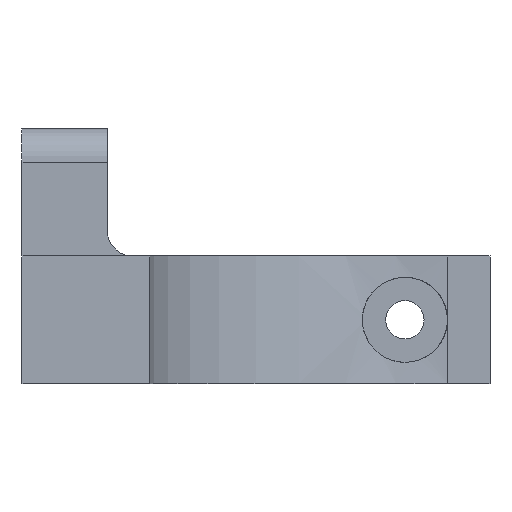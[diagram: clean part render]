
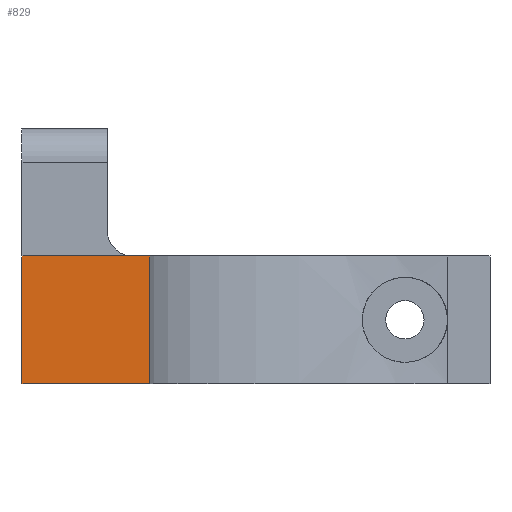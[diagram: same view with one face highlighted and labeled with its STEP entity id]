
A CAD part, left-side view. The second image highlights one B-rep face of the part: STEP entity #829.
In plain terms, the highlighted planar face has unit normal (-1, 0, 0).
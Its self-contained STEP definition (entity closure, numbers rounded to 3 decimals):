
#32 = PLANE('',#33);
#33 = AXIS2_PLACEMENT_3D('',#34,#35,#36);
#34 = CARTESIAN_POINT('',(-51.,15.,15.));
#35 = DIRECTION('',(-1.,0.,0.));
#36 = DIRECTION('',(0.,1.,0.));
#57 = VERTEX_POINT('',#58);
#58 = CARTESIAN_POINT('',(-51.,2.,15.));
#89 = EDGE_CURVE('',#57,#90,#92,.T.);
#90 = VERTEX_POINT('',#91);
#91 = CARTESIAN_POINT('',(-51.,5.,15.));
#92 = SURFACE_CURVE('',#93,(#97,#104),.PCURVE_S1.);
#93 = LINE('',#94,#95);
#94 = CARTESIAN_POINT('',(-51.,0.,15.));
#95 = VECTOR('',#96,1.);
#96 = DIRECTION('',(0.,1.,0.));
#97 = PCURVE('',#32,#98);
#98 = DEFINITIONAL_REPRESENTATION('',(#99),#103);
#99 = LINE('',#100,#101);
#100 = CARTESIAN_POINT('',(-15.,0.));
#101 = VECTOR('',#102,1.);
#102 = DIRECTION('',(1.,0.));
#103 = ( GEOMETRIC_REPRESENTATION_CONTEXT(2) 
PARAMETRIC_REPRESENTATION_CONTEXT() REPRESENTATION_CONTEXT('2D SPACE',''
  ) );
#104 = PCURVE('',#105,#110);
#105 = PLANE('',#106);
#106 = AXIS2_PLACEMENT_3D('',#107,#108,#109);
#107 = CARTESIAN_POINT('',(-51.,0.,0.));
#108 = DIRECTION('',(1.,0.,0.));
#109 = DIRECTION('',(0.,-1.,0.));
#110 = DEFINITIONAL_REPRESENTATION('',(#111),#115);
#111 = LINE('',#112,#113);
#112 = CARTESIAN_POINT('',(0.,-15.));
#113 = VECTOR('',#114,1.);
#114 = DIRECTION('',(-1.,0.));
#115 = ( GEOMETRIC_REPRESENTATION_CONTEXT(2) 
PARAMETRIC_REPRESENTATION_CONTEXT() REPRESENTATION_CONTEXT('2D SPACE',''
  ) );
#117 = EDGE_CURVE('',#90,#118,#120,.T.);
#118 = VERTEX_POINT('',#119);
#119 = CARTESIAN_POINT('',(-51.,15.,15.));
#120 = SURFACE_CURVE('',#121,(#125,#132),.PCURVE_S1.);
#121 = LINE('',#122,#123);
#122 = CARTESIAN_POINT('',(-51.,0.,15.));
#123 = VECTOR('',#124,1.);
#124 = DIRECTION('',(0.,1.,0.));
#125 = PCURVE('',#32,#126);
#126 = DEFINITIONAL_REPRESENTATION('',(#127),#131);
#127 = LINE('',#128,#129);
#128 = CARTESIAN_POINT('',(-15.,0.));
#129 = VECTOR('',#130,1.);
#130 = DIRECTION('',(1.,0.));
#131 = ( GEOMETRIC_REPRESENTATION_CONTEXT(2) 
PARAMETRIC_REPRESENTATION_CONTEXT() REPRESENTATION_CONTEXT('2D SPACE',''
  ) );
#132 = PCURVE('',#105,#133);
#133 = DEFINITIONAL_REPRESENTATION('',(#134),#138);
#134 = LINE('',#135,#136);
#135 = CARTESIAN_POINT('',(0.,-15.));
#136 = VECTOR('',#137,1.);
#137 = DIRECTION('',(-1.,0.));
#138 = ( GEOMETRIC_REPRESENTATION_CONTEXT(2) 
PARAMETRIC_REPRESENTATION_CONTEXT() REPRESENTATION_CONTEXT('2D SPACE',''
  ) );
#568 = PLANE('',#569);
#569 = AXIS2_PLACEMENT_3D('',#570,#571,#572);
#570 = CARTESIAN_POINT('',(-45.,0.,15.));
#571 = DIRECTION('',(0.,0.,-1.));
#572 = DIRECTION('',(-1.,0.,0.));
#624 = PLANE('',#625);
#625 = AXIS2_PLACEMENT_3D('',#626,#627,#628);
#626 = CARTESIAN_POINT('',(-51.,15.,0.));
#627 = DIRECTION('',(0.,-1.,0.));
#628 = DIRECTION('',(-1.,0.,0.));
#829 = ADVANCED_FACE('',(#830),#105,.F.);
#830 = FACE_BOUND('',#831,.T.);
#831 = EDGE_LOOP('',(#832,#855,#856,#857,#880,#908));
#832 = ORIENTED_EDGE('',*,*,#833,.T.);
#833 = EDGE_CURVE('',#834,#57,#836,.T.);
#834 = VERTEX_POINT('',#835);
#835 = CARTESIAN_POINT('',(-51.,0.,15.));
#836 = SURFACE_CURVE('',#837,(#841,#848),.PCURVE_S1.);
#837 = LINE('',#838,#839);
#838 = CARTESIAN_POINT('',(-51.,0.,15.));
#839 = VECTOR('',#840,1.);
#840 = DIRECTION('',(0.,1.,0.));
#841 = PCURVE('',#105,#842);
#842 = DEFINITIONAL_REPRESENTATION('',(#843),#847);
#843 = LINE('',#844,#845);
#844 = CARTESIAN_POINT('',(0.,-15.));
#845 = VECTOR('',#846,1.);
#846 = DIRECTION('',(-1.,0.));
#847 = ( GEOMETRIC_REPRESENTATION_CONTEXT(2) 
PARAMETRIC_REPRESENTATION_CONTEXT() REPRESENTATION_CONTEXT('2D SPACE',''
  ) );
#848 = PCURVE('',#568,#849);
#849 = DEFINITIONAL_REPRESENTATION('',(#850),#854);
#850 = LINE('',#851,#852);
#851 = CARTESIAN_POINT('',(6.,0.));
#852 = VECTOR('',#853,1.);
#853 = DIRECTION('',(0.,1.));
#854 = ( GEOMETRIC_REPRESENTATION_CONTEXT(2) 
PARAMETRIC_REPRESENTATION_CONTEXT() REPRESENTATION_CONTEXT('2D SPACE',''
  ) );
#855 = ORIENTED_EDGE('',*,*,#89,.T.);
#856 = ORIENTED_EDGE('',*,*,#117,.T.);
#857 = ORIENTED_EDGE('',*,*,#858,.F.);
#858 = EDGE_CURVE('',#859,#118,#861,.T.);
#859 = VERTEX_POINT('',#860);
#860 = CARTESIAN_POINT('',(-51.,15.,0.));
#861 = SURFACE_CURVE('',#862,(#866,#873),.PCURVE_S1.);
#862 = LINE('',#863,#864);
#863 = CARTESIAN_POINT('',(-51.,15.,0.));
#864 = VECTOR('',#865,1.);
#865 = DIRECTION('',(0.,0.,1.));
#866 = PCURVE('',#105,#867);
#867 = DEFINITIONAL_REPRESENTATION('',(#868),#872);
#868 = LINE('',#869,#870);
#869 = CARTESIAN_POINT('',(-15.,0.));
#870 = VECTOR('',#871,1.);
#871 = DIRECTION('',(0.,-1.));
#872 = ( GEOMETRIC_REPRESENTATION_CONTEXT(2) 
PARAMETRIC_REPRESENTATION_CONTEXT() REPRESENTATION_CONTEXT('2D SPACE',''
  ) );
#873 = PCURVE('',#624,#874);
#874 = DEFINITIONAL_REPRESENTATION('',(#875),#879);
#875 = LINE('',#876,#877);
#876 = CARTESIAN_POINT('',(0.,0.));
#877 = VECTOR('',#878,1.);
#878 = DIRECTION('',(0.,-1.));
#879 = ( GEOMETRIC_REPRESENTATION_CONTEXT(2) 
PARAMETRIC_REPRESENTATION_CONTEXT() REPRESENTATION_CONTEXT('2D SPACE',''
  ) );
#880 = ORIENTED_EDGE('',*,*,#881,.F.);
#881 = EDGE_CURVE('',#882,#859,#884,.T.);
#882 = VERTEX_POINT('',#883);
#883 = CARTESIAN_POINT('',(-51.,0.,0.));
#884 = SURFACE_CURVE('',#885,(#889,#896),.PCURVE_S1.);
#885 = LINE('',#886,#887);
#886 = CARTESIAN_POINT('',(-51.,0.,0.));
#887 = VECTOR('',#888,1.);
#888 = DIRECTION('',(0.,1.,0.));
#889 = PCURVE('',#105,#890);
#890 = DEFINITIONAL_REPRESENTATION('',(#891),#895);
#891 = LINE('',#892,#893);
#892 = CARTESIAN_POINT('',(0.,0.));
#893 = VECTOR('',#894,1.);
#894 = DIRECTION('',(-1.,0.));
#895 = ( GEOMETRIC_REPRESENTATION_CONTEXT(2) 
PARAMETRIC_REPRESENTATION_CONTEXT() REPRESENTATION_CONTEXT('2D SPACE',''
  ) );
#896 = PCURVE('',#897,#902);
#897 = PLANE('',#898);
#898 = AXIS2_PLACEMENT_3D('',#899,#900,#901);
#899 = CARTESIAN_POINT('',(-45.,0.,0.)
  );
#900 = DIRECTION('',(0.,0.,-1.));
#901 = DIRECTION('',(-1.,0.,0.));
#902 = DEFINITIONAL_REPRESENTATION('',(#903),#907);
#903 = LINE('',#904,#905);
#904 = CARTESIAN_POINT('',(6.,0.));
#905 = VECTOR('',#906,1.);
#906 = DIRECTION('',(0.,1.));
#907 = ( GEOMETRIC_REPRESENTATION_CONTEXT(2) 
PARAMETRIC_REPRESENTATION_CONTEXT() REPRESENTATION_CONTEXT('2D SPACE',''
  ) );
#908 = ORIENTED_EDGE('',*,*,#909,.T.);
#909 = EDGE_CURVE('',#882,#834,#910,.T.);
#910 = SURFACE_CURVE('',#911,(#915,#922),.PCURVE_S1.);
#911 = LINE('',#912,#913);
#912 = CARTESIAN_POINT('',(-51.,0.,0.));
#913 = VECTOR('',#914,1.);
#914 = DIRECTION('',(0.,0.,1.));
#915 = PCURVE('',#105,#916);
#916 = DEFINITIONAL_REPRESENTATION('',(#917),#921);
#917 = LINE('',#918,#919);
#918 = CARTESIAN_POINT('',(0.,0.));
#919 = VECTOR('',#920,1.);
#920 = DIRECTION('',(0.,-1.));
#921 = ( GEOMETRIC_REPRESENTATION_CONTEXT(2) 
PARAMETRIC_REPRESENTATION_CONTEXT() REPRESENTATION_CONTEXT('2D SPACE',''
  ) );
#922 = PCURVE('',#923,#928);
#923 = PLANE('',#924);
#924 = AXIS2_PLACEMENT_3D('',#925,#926,#927);
#925 = CARTESIAN_POINT('',(-45.,0.,0.)
  );
#926 = DIRECTION('',(0.,1.,0.));
#927 = DIRECTION('',(1.,0.,0.));
#928 = DEFINITIONAL_REPRESENTATION('',(#929),#933);
#929 = LINE('',#930,#931);
#930 = CARTESIAN_POINT('',(-6.,0.));
#931 = VECTOR('',#932,1.);
#932 = DIRECTION('',(0.,-1.));
#933 = ( GEOMETRIC_REPRESENTATION_CONTEXT(2) 
PARAMETRIC_REPRESENTATION_CONTEXT() REPRESENTATION_CONTEXT('2D SPACE',''
  ) );
